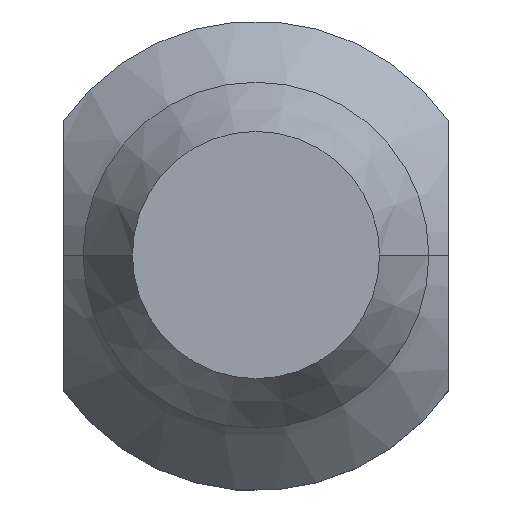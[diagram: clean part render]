
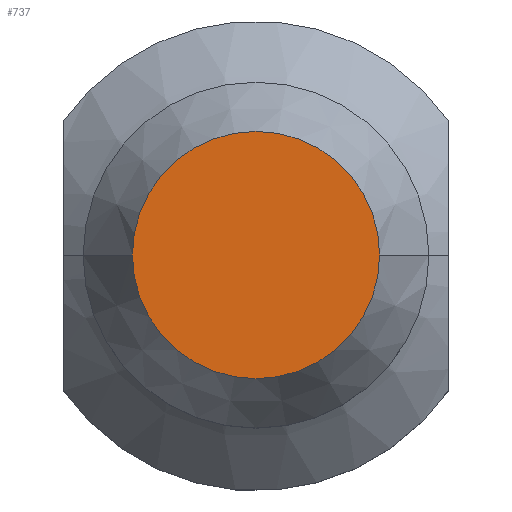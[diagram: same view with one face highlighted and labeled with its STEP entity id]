
A CAD part, top view. The second image highlights one B-rep face of the part: STEP entity #737.
In plain terms, the highlighted planar face has unit normal (0, 0, 1).
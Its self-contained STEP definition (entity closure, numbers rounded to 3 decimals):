
#23 = CARTESIAN_POINT ( 'NONE',  ( 0., 0., 27. ) ) ;
#38 = CARTESIAN_POINT ( 'NONE',  ( 0., 0., 27. ) ) ;
#47 = AXIS2_PLACEMENT_3D ( 'NONE', #23, #448, #81 ) ;
#54 = ORIENTED_EDGE ( 'NONE', *, *, #163, .F. ) ;
#81 = DIRECTION ( 'NONE',  ( -1., 0., 0. ) ) ;
#103 = DIRECTION ( 'NONE',  ( -1., 0., 0. ) ) ;
#135 = VERTEX_POINT ( 'NONE', #787 ) ;
#163 = EDGE_CURVE ( 'NONE', #308, #135, #258, .T. ) ;
#212 = AXIS2_PLACEMENT_3D ( 'NONE', #677, #248, #682 ) ;
#248 = DIRECTION ( 'NONE',  ( 0., 0., 1. ) ) ;
#258 = CIRCLE ( 'NONE', #47, 2.895 ) ;
#308 = VERTEX_POINT ( 'NONE', #382 ) ;
#326 = EDGE_CURVE ( 'NONE', #135, #308, #565, .T. ) ;
#382 = CARTESIAN_POINT ( 'NONE',  ( 2.895, 0., 27. ) ) ;
#407 = EDGE_LOOP ( 'NONE', ( #538, #54 ) ) ;
#413 = AXIS2_PLACEMENT_3D ( 'NONE', #38, #466, #103 ) ;
#448 = DIRECTION ( 'NONE',  ( 0., 0., -1. ) ) ;
#466 = DIRECTION ( 'NONE',  ( 0., 0., -1. ) ) ;
#499 = PLANE ( 'NONE',  #212 ) ;
#538 = ORIENTED_EDGE ( 'NONE', *, *, #326, .F. ) ;
#565 = CIRCLE ( 'NONE', #413, 2.895 ) ;
#667 = FACE_OUTER_BOUND ( 'NONE', #407, .T. ) ;
#677 = CARTESIAN_POINT ( 'NONE',  ( 0., 2.895, 27. ) ) ;
#682 = DIRECTION ( 'NONE',  ( 1., 0., 0. ) ) ;
#737 = ADVANCED_FACE ( 'NONE', ( #667 ), #499, .T. ) ;
#787 = CARTESIAN_POINT ( 'NONE',  ( -2.895, 0., 27. ) ) ;
